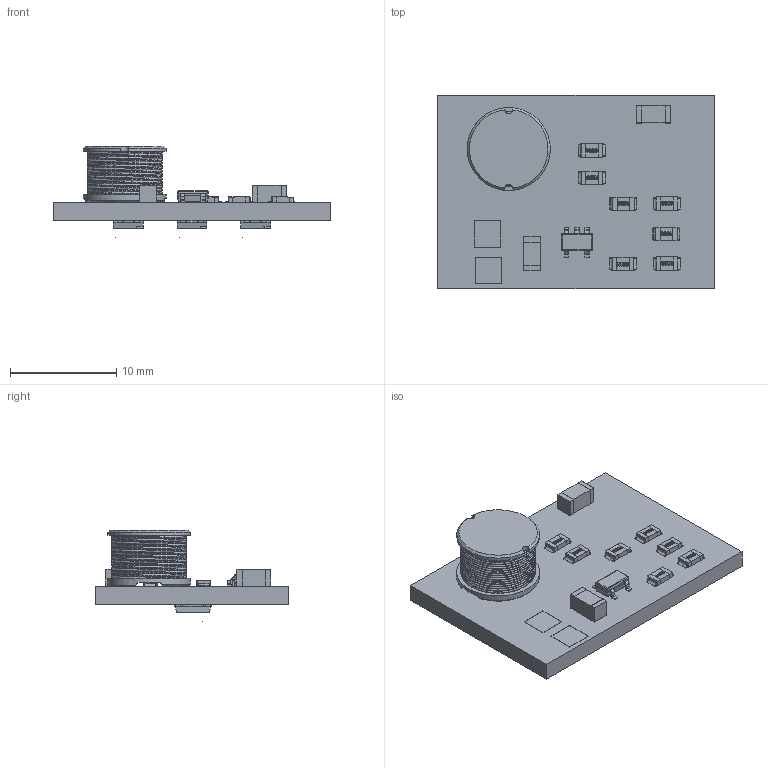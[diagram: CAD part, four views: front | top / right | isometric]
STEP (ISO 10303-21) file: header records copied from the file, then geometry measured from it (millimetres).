
FILE_DESCRIPTION(('Open CASCADE Model'),'2;1');
FILE_NAME('Open CASCADE Shape Model','2020-12-11T00:32:05',('Author'),( 'Open CASCADE'),'Open CASCADE STEP processor 6.8','Open CASCADE 6.8' ,'Unknown');
FILE_SCHEMA(('AUTOMOTIVE_DESIGN { 1 0 10303 214 1 1 1 1 }'));
Length unit declared in the file: millimetre
Products named in the file (39): PCB; Board; D3; LED_2835; Open CASCADE STEP translator 6.8 2.2.1.1; Open CASCADE STEP translator 6.8 2.2.1.2; D2; D1; BAT+; 981328672; Extruded; BAT-; C1; CAP_1206; C2; C3; L1; SDR0805-100ML-BOURNS; R1; Resistor_0805; unnamed; R2; R3; R4; R5; R6; R7; U1; DBV0005A; DBV0005A_2; DBV0005A_1
Assembly tree (52 placements, depth 4):
  PCB
    Board
    D3
      LED_2835
        Open CASCADE STEP translator 6.8 2.2.1.1
        Open CASCADE STEP translator 6.8 2.2.1.2
    D2
      LED_2835
        Open CASCADE STEP translator 6.8 2.2.1.1
        Open CASCADE STEP translator 6.8 2.2.1.2
    D1
      LED_2835
        Open CASCADE STEP translator 6.8 2.2.1.1
        Open CASCADE STEP translator 6.8 2.2.1.2
    BAT+
      981328672
        Extruded
    BAT-
      981328672
        Extruded
    C1
      CAP_1206
    C2
    C3
      CAP_1206
    L1
      SDR0805-100ML-BOURNS
    R1
      Resistor_0805
        unnamed
        unnamed
        unnamed
        unnamed
        unnamed
        unnamed
        unnamed
        unnamed
        unnamed
    R2
      Resistor_0805
        unnamed
        unnamed
        unnamed
        unnamed
        unnamed
        unnamed
        unnamed
        unnamed
        unnamed
    R3
      Resistor_0805
        unnamed
        unnamed
        unnamed
        unnamed
        unnamed
        unnamed
        unnamed
        unnamed
        unnamed
Bounding box: 26 x 18.2 x 8.63 mm (x, y, z)
Volume: 922.8 mm3; surface area: 1943.9 mm2
Topology: 87 solids, 90 shells, 1805 faces, 4471 edges, 2818 vertices
Faces by surface type: bspline 1110, plane 544, cylinder 107, revolution 32, sphere 8, cone 4
Full cylindrical faces by diameter (mm): 7.8 x1
Entity records: 28368 total; most frequent: CARTESIAN_POINT 16620, ORIENTED_EDGE 2204, DIRECTION 1137, EDGE_CURVE 1103, VERTEX_POINT 686, B_SPLINE_CURVE_WITH_KNOTS 622, FACE_BOUND 475, EDGE_LOOP 475
